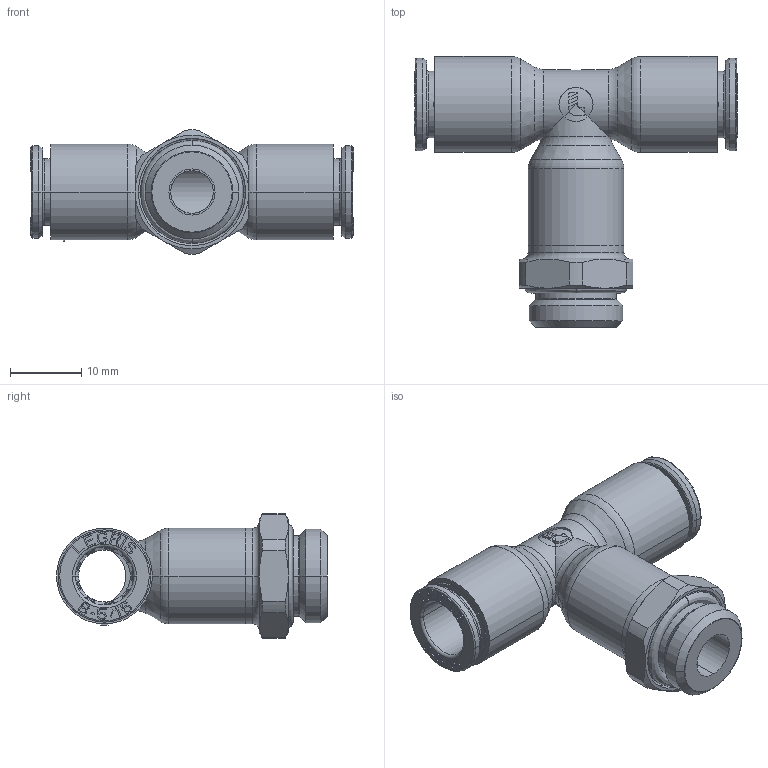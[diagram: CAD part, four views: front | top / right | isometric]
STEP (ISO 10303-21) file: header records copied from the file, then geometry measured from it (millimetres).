
FILE_DESCRIPTION(('STEP AP214'),'1');
FILE_NAME('6898_08_13.stp','2016-07-07T14:51:33',('TraceParts'),('TraceParts S.A.'),'Spatial InterOp 3D',' ',' ');
FILE_SCHEMA(('automotive_design'));
Length unit declared in the file: millimetre
Products named in the file (16): V898-08-13_ASM|Next assembly relationship#44108-19_ASM|Next assembly relationship#44108-30;44108-30; V898-08-13_ASM|Next assembly relationship#44108-19_ASM|Next assembly relationship#44108-32;44108-32; V898-08-13_ASM|Next assembly relationship#44108-19_ASM|Next assembly relationship#44108;44108; V898-08-13_ASM|Next assembly relationship#44108-19_ASM|Next assembly relationship#44108-40;44108-40; V898-08-13_ASM|Next assembly relationship#44518-04;44518-04; V898-08-13_ASM|Next assembly relationship#44230-14;44230-14; V898-08-13_ASM|Next assembly relationship#44108-11-10-ASM;44108-11-10-ASM; V898-08-13_ASM|Next assembly relationship#23682-24_ASM_D11_3_D14_5_LG1_6_;23682-24_ASM_D11_3_D14_5_LG1_6_
Bounding box: 45.5 x 38.15 x 17.49 mm (x, y, z)
Volume: 5744 mm3; surface area: 10079.8 mm2
Topology: 14 solids, 16 shells, 1504 faces, 3877 edges, 2463 vertices
Faces by surface type: plane 827, cone 192, cylinder 191, torus 176, bspline 110, sphere 4, revolution 4
Entity records: 50942 total; most frequent: CARTESIAN_POINT 14336, ORIENTED_EDGE 7734, DIRECTION 7290, EDGE_CURVE 3871, LINE 2552, VECTOR 2552, VERTEX_POINT 2463, AXIS2_PLACEMENT_3D 2367
